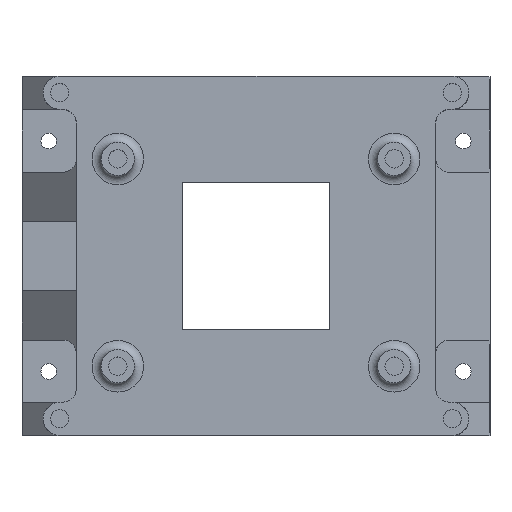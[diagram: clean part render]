
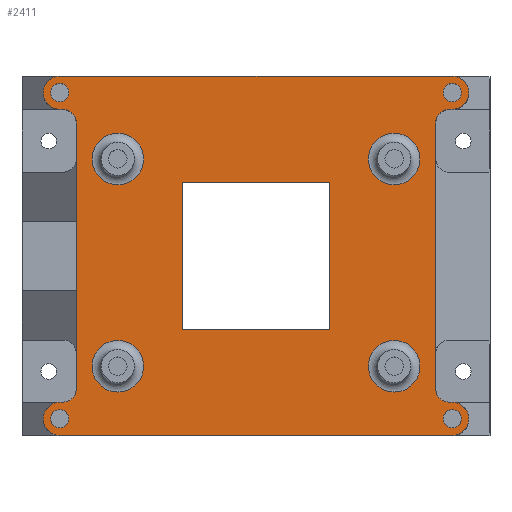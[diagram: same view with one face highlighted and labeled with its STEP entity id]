
A CAD part, top view. The second image highlights one B-rep face of the part: STEP entity #2411.
In plain terms, the highlighted planar face has unit normal (0, 0, 1).
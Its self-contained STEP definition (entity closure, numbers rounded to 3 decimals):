
#38=FACE_BOUND('',#373,.T.);
#39=FACE_BOUND('',#374,.T.);
#40=FACE_BOUND('',#375,.T.);
#41=FACE_BOUND('',#376,.T.);
#42=FACE_BOUND('',#377,.T.);
#43=FACE_BOUND('',#378,.T.);
#44=FACE_BOUND('',#379,.T.);
#45=FACE_BOUND('',#380,.T.);
#46=FACE_BOUND('',#381,.T.);
#122=PLANE('',#2597);
#227=FACE_OUTER_BOUND('',#372,.T.);
#372=EDGE_LOOP('',(#2082,#2083,#2084,#2085,#2086,#2087,#2088,#2089,#2090,
#2091,#2092,#2093,#2094,#2095,#2096,#2097));
#373=EDGE_LOOP('',(#2098));
#374=EDGE_LOOP('',(#2099));
#375=EDGE_LOOP('',(#2100));
#376=EDGE_LOOP('',(#2101,#2102,#2103,#2104));
#377=EDGE_LOOP('',(#2105));
#378=EDGE_LOOP('',(#2106));
#379=EDGE_LOOP('',(#2107));
#380=EDGE_LOOP('',(#2108));
#381=EDGE_LOOP('',(#2109));
#642=LINE('',#3865,#897);
#643=LINE('',#3869,#898);
#644=LINE('',#3873,#899);
#645=LINE('',#3877,#900);
#646=LINE('',#3881,#901);
#647=LINE('',#3885,#902);
#648=LINE('',#3889,#903);
#649=LINE('',#3892,#904);
#650=LINE('',#3901,#905);
#651=LINE('',#3903,#906);
#652=LINE('',#3905,#907);
#653=LINE('',#3906,#908);
#897=VECTOR('',#3146,10.);
#898=VECTOR('',#3149,10.);
#899=VECTOR('',#3152,10.);
#900=VECTOR('',#3155,10.);
#901=VECTOR('',#3158,10.);
#902=VECTOR('',#3161,10.);
#903=VECTOR('',#3164,10.);
#904=VECTOR('',#3167,10.);
#905=VECTOR('',#3174,10.);
#906=VECTOR('',#3175,10.);
#907=VECTOR('',#3176,10.);
#908=VECTOR('',#3177,10.);
#987=CIRCLE('',#2596,5.6);
#988=CIRCLE('',#2598,3.6);
#989=CIRCLE('',#2599,3.);
#990=CIRCLE('',#2600,3.);
#991=CIRCLE('',#2601,3.6);
#992=CIRCLE('',#2602,3.6);
#993=CIRCLE('',#2603,3.);
#994=CIRCLE('',#2604,3.);
#995=CIRCLE('',#2605,3.6);
#996=CIRCLE('',#2606,5.6);
#997=CIRCLE('',#2607,5.6);
#998=CIRCLE('',#2608,2.);
#999=CIRCLE('',#2609,2.);
#1000=CIRCLE('',#2610,2.);
#1001=CIRCLE('',#2611,2.);
#1002=CIRCLE('',#2612,5.6);
#1190=VERTEX_POINT('',#3857);
#1191=VERTEX_POINT('',#3861);
#1192=VERTEX_POINT('',#3862);
#1193=VERTEX_POINT('',#3864);
#1194=VERTEX_POINT('',#3866);
#1195=VERTEX_POINT('',#3868);
#1196=VERTEX_POINT('',#3870);
#1197=VERTEX_POINT('',#3872);
#1198=VERTEX_POINT('',#3874);
#1199=VERTEX_POINT('',#3876);
#1200=VERTEX_POINT('',#3878);
#1201=VERTEX_POINT('',#3880);
#1202=VERTEX_POINT('',#3882);
#1203=VERTEX_POINT('',#3884);
#1204=VERTEX_POINT('',#3886);
#1205=VERTEX_POINT('',#3888);
#1206=VERTEX_POINT('',#3890);
#1207=VERTEX_POINT('',#3893);
#1208=VERTEX_POINT('',#3895);
#1209=VERTEX_POINT('',#3897);
#1210=VERTEX_POINT('',#3899);
#1211=VERTEX_POINT('',#3900);
#1212=VERTEX_POINT('',#3902);
#1213=VERTEX_POINT('',#3904);
#1214=VERTEX_POINT('',#3907);
#1215=VERTEX_POINT('',#3909);
#1216=VERTEX_POINT('',#3911);
#1217=VERTEX_POINT('',#3913);
#1498=EDGE_CURVE('',#1190,#1190,#987,.T.);
#1499=EDGE_CURVE('',#1191,#1192,#988,.T.);
#1500=EDGE_CURVE('',#1191,#1193,#642,.T.);
#1501=EDGE_CURVE('',#1194,#1193,#989,.T.);
#1502=EDGE_CURVE('',#1194,#1195,#643,.T.);
#1503=EDGE_CURVE('',#1196,#1195,#990,.T.);
#1504=EDGE_CURVE('',#1196,#1197,#644,.T.);
#1505=EDGE_CURVE('',#1198,#1197,#991,.T.);
#1506=EDGE_CURVE('',#1198,#1199,#645,.T.);
#1507=EDGE_CURVE('',#1200,#1199,#992,.T.);
#1508=EDGE_CURVE('',#1200,#1201,#646,.T.);
#1509=EDGE_CURVE('',#1202,#1201,#993,.T.);
#1510=EDGE_CURVE('',#1202,#1203,#647,.T.);
#1511=EDGE_CURVE('',#1204,#1203,#994,.T.);
#1512=EDGE_CURVE('',#1204,#1205,#648,.T.);
#1513=EDGE_CURVE('',#1206,#1205,#995,.T.);
#1514=EDGE_CURVE('',#1206,#1192,#649,.T.);
#1515=EDGE_CURVE('',#1207,#1207,#996,.T.);
#1516=EDGE_CURVE('',#1208,#1208,#997,.T.);
#1517=EDGE_CURVE('',#1209,#1209,#998,.T.);
#1518=EDGE_CURVE('',#1210,#1211,#650,.T.);
#1519=EDGE_CURVE('',#1211,#1212,#651,.T.);
#1520=EDGE_CURVE('',#1212,#1213,#652,.T.);
#1521=EDGE_CURVE('',#1213,#1210,#653,.T.);
#1522=EDGE_CURVE('',#1214,#1214,#999,.T.);
#1523=EDGE_CURVE('',#1215,#1215,#1000,.T.);
#1524=EDGE_CURVE('',#1216,#1216,#1001,.T.);
#1525=EDGE_CURVE('',#1217,#1217,#1002,.T.);
#2082=ORIENTED_EDGE('',*,*,#1499,.F.);
#2083=ORIENTED_EDGE('',*,*,#1500,.T.);
#2084=ORIENTED_EDGE('',*,*,#1501,.F.);
#2085=ORIENTED_EDGE('',*,*,#1502,.T.);
#2086=ORIENTED_EDGE('',*,*,#1503,.F.);
#2087=ORIENTED_EDGE('',*,*,#1504,.T.);
#2088=ORIENTED_EDGE('',*,*,#1505,.F.);
#2089=ORIENTED_EDGE('',*,*,#1506,.T.);
#2090=ORIENTED_EDGE('',*,*,#1507,.F.);
#2091=ORIENTED_EDGE('',*,*,#1508,.T.);
#2092=ORIENTED_EDGE('',*,*,#1509,.F.);
#2093=ORIENTED_EDGE('',*,*,#1510,.T.);
#2094=ORIENTED_EDGE('',*,*,#1511,.F.);
#2095=ORIENTED_EDGE('',*,*,#1512,.T.);
#2096=ORIENTED_EDGE('',*,*,#1513,.F.);
#2097=ORIENTED_EDGE('',*,*,#1514,.T.);
#2098=ORIENTED_EDGE('',*,*,#1515,.F.);
#2099=ORIENTED_EDGE('',*,*,#1516,.F.);
#2100=ORIENTED_EDGE('',*,*,#1517,.T.);
#2101=ORIENTED_EDGE('',*,*,#1518,.T.);
#2102=ORIENTED_EDGE('',*,*,#1519,.T.);
#2103=ORIENTED_EDGE('',*,*,#1520,.T.);
#2104=ORIENTED_EDGE('',*,*,#1521,.T.);
#2105=ORIENTED_EDGE('',*,*,#1522,.T.);
#2106=ORIENTED_EDGE('',*,*,#1523,.T.);
#2107=ORIENTED_EDGE('',*,*,#1524,.T.);
#2108=ORIENTED_EDGE('',*,*,#1525,.F.);
#2109=ORIENTED_EDGE('',*,*,#1498,.F.);
#2411=ADVANCED_FACE('',(#227,#38,#39,#40,#41,#42,#43,#44,#45,#46),#122,
 .T.);
#2596=AXIS2_PLACEMENT_3D('',#3859,#3140,#3141);
#2597=AXIS2_PLACEMENT_3D('',#3860,#3142,#3143);
#2598=AXIS2_PLACEMENT_3D('',#3863,#3144,#3145);
#2599=AXIS2_PLACEMENT_3D('',#3867,#3147,#3148);
#2600=AXIS2_PLACEMENT_3D('',#3871,#3150,#3151);
#2601=AXIS2_PLACEMENT_3D('',#3875,#3153,#3154);
#2602=AXIS2_PLACEMENT_3D('',#3879,#3156,#3157);
#2603=AXIS2_PLACEMENT_3D('',#3883,#3159,#3160);
#2604=AXIS2_PLACEMENT_3D('',#3887,#3162,#3163);
#2605=AXIS2_PLACEMENT_3D('',#3891,#3165,#3166);
#2606=AXIS2_PLACEMENT_3D('',#3894,#3168,#3169);
#2607=AXIS2_PLACEMENT_3D('',#3896,#3170,#3171);
#2608=AXIS2_PLACEMENT_3D('',#3898,#3172,#3173);
#2609=AXIS2_PLACEMENT_3D('',#3908,#3178,#3179);
#2610=AXIS2_PLACEMENT_3D('',#3910,#3180,#3181);
#2611=AXIS2_PLACEMENT_3D('',#3912,#3182,#3183);
#2612=AXIS2_PLACEMENT_3D('',#3914,#3184,#3185);
#3140=DIRECTION('center_axis',(0.,0.,1.));
#3141=DIRECTION('ref_axis',(-1.,0.,0.));
#3142=DIRECTION('center_axis',(0.,0.,1.));
#3143=DIRECTION('ref_axis',(-1.,0.,0.));
#3144=DIRECTION('center_axis',(0.,0.,-1.));
#3145=DIRECTION('ref_axis',(0.707,-0.707,0.));
#3146=DIRECTION('',(-1.,0.,0.));
#3147=DIRECTION('center_axis',(0.,0.,1.));
#3148=DIRECTION('ref_axis',(-0.707,-0.707,0.));
#3149=DIRECTION('',(0.,1.,0.));
#3150=DIRECTION('center_axis',(0.,0.,1.));
#3151=DIRECTION('ref_axis',(-0.707,0.707,0.));
#3152=DIRECTION('',(1.,0.,0.));
#3153=DIRECTION('center_axis',(0.,0.,-1.));
#3154=DIRECTION('ref_axis',(0.707,-0.707,0.));
#3155=DIRECTION('',(-1.,0.,0.));
#3156=DIRECTION('center_axis',(0.,0.,-1.));
#3157=DIRECTION('ref_axis',(-0.707,0.707,0.));
#3158=DIRECTION('',(1.,0.,0.));
#3159=DIRECTION('center_axis',(0.,0.,1.));
#3160=DIRECTION('ref_axis',(0.707,0.707,0.));
#3161=DIRECTION('',(0.,-1.,0.));
#3162=DIRECTION('center_axis',(0.,0.,1.));
#3163=DIRECTION('ref_axis',(0.707,-0.707,0.));
#3164=DIRECTION('',(-1.,0.,0.));
#3165=DIRECTION('center_axis',(0.,0.,-1.));
#3166=DIRECTION('ref_axis',(-0.707,-0.707,0.));
#3167=DIRECTION('',(1.,0.,0.));
#3168=DIRECTION('center_axis',(0.,0.,1.));
#3169=DIRECTION('ref_axis',(-1.,0.,0.));
#3170=DIRECTION('center_axis',(0.,0.,1.));
#3171=DIRECTION('ref_axis',(-1.,0.,0.));
#3172=DIRECTION('center_axis',(0.,0.,-1.));
#3173=DIRECTION('ref_axis',(-1.,0.,0.));
#3174=DIRECTION('',(0.,-1.,0.));
#3175=DIRECTION('',(-1.,0.,0.));
#3176=DIRECTION('',(0.,1.,0.));
#3177=DIRECTION('',(1.,0.,0.));
#3178=DIRECTION('center_axis',(0.,0.,-1.));
#3179=DIRECTION('ref_axis',(-1.,0.,0.));
#3180=DIRECTION('center_axis',(0.,0.,-1.));
#3181=DIRECTION('ref_axis',(-1.,0.,0.));
#3182=DIRECTION('center_axis',(0.,0.,-1.));
#3183=DIRECTION('ref_axis',(-1.,0.,0.));
#3184=DIRECTION('center_axis',(0.,0.,1.));
#3185=DIRECTION('ref_axis',(-1.,0.,0.));
#3857=CARTESIAN_POINT('',(35.6,-24.,72.5));
#3859=CARTESIAN_POINT('Origin',(30.,-24.,72.5));
#3860=CARTESIAN_POINT('Origin',(0.,0.,72.5));
#3861=CARTESIAN_POINT('',(42.6,-31.8,72.5));
#3862=CARTESIAN_POINT('',(42.6,-39.,72.5));
#3863=CARTESIAN_POINT('Origin',(42.6,-35.4,72.5));
#3864=CARTESIAN_POINT('',(42.,-31.8,72.5));
#3865=CARTESIAN_POINT('',(46.2,-31.8,72.5));
#3866=CARTESIAN_POINT('',(39.,-28.8,72.5));
#3867=CARTESIAN_POINT('Origin',(42.,-28.8,72.5));
#3868=CARTESIAN_POINT('',(39.,28.8,72.5));
#3869=CARTESIAN_POINT('',(39.,39.,72.5));
#3870=CARTESIAN_POINT('',(42.,31.8,72.5));
#3871=CARTESIAN_POINT('Origin',(42.,28.8,72.5));
#3872=CARTESIAN_POINT('',(42.6,31.8,72.5));
#3873=CARTESIAN_POINT('',(46.2,31.8,72.5));
#3874=CARTESIAN_POINT('',(42.6,39.,72.5));
#3875=CARTESIAN_POINT('Origin',(42.6,35.4,72.5));
#3876=CARTESIAN_POINT('',(-42.6,39.,72.5));
#3877=CARTESIAN_POINT('',(46.2,39.,72.5));
#3878=CARTESIAN_POINT('',(-42.6,31.8,72.5));
#3879=CARTESIAN_POINT('Origin',(-42.6,35.4,72.5));
#3880=CARTESIAN_POINT('',(-42.,31.8,72.5));
#3881=CARTESIAN_POINT('',(-46.2,31.8,72.5));
#3882=CARTESIAN_POINT('',(-39.,28.8,72.5));
#3883=CARTESIAN_POINT('Origin',(-42.,28.8,72.5));
#3884=CARTESIAN_POINT('',(-39.,-28.8,72.5));
#3885=CARTESIAN_POINT('',(-39.,-39.,72.5));
#3886=CARTESIAN_POINT('',(-42.,-31.8,72.5));
#3887=CARTESIAN_POINT('Origin',(-42.,-28.8,72.5));
#3888=CARTESIAN_POINT('',(-42.6,-31.8,72.5));
#3889=CARTESIAN_POINT('',(-46.2,-31.8,72.5));
#3890=CARTESIAN_POINT('',(-42.6,-39.,72.5));
#3891=CARTESIAN_POINT('Origin',(-42.6,-35.4,72.5));
#3892=CARTESIAN_POINT('',(-46.2,-39.,72.5));
#3893=CARTESIAN_POINT('',(35.6,21.,72.5));
#3894=CARTESIAN_POINT('Origin',(30.,21.,72.5));
#3895=CARTESIAN_POINT('',(-24.4,-24.,72.5));
#3896=CARTESIAN_POINT('Origin',(-30.,-24.,72.5));
#3897=CARTESIAN_POINT('',(44.6,35.4,72.5));
#3898=CARTESIAN_POINT('Origin',(42.6,35.4,72.5));
#3899=CARTESIAN_POINT('',(16.,16.,72.5));
#3900=CARTESIAN_POINT('',(16.,-16.,72.5));
#3901=CARTESIAN_POINT('',(16.,16.,72.5));
#3902=CARTESIAN_POINT('',(-16.,-16.,72.5));
#3903=CARTESIAN_POINT('',(16.,-16.,72.5));
#3904=CARTESIAN_POINT('',(-16.,16.,72.5));
#3905=CARTESIAN_POINT('',(-16.,-16.,72.5));
#3906=CARTESIAN_POINT('',(-16.,16.,72.5));
#3907=CARTESIAN_POINT('',(-40.6,-35.4,72.5));
#3908=CARTESIAN_POINT('Origin',(-42.6,-35.4,72.5));
#3909=CARTESIAN_POINT('',(-40.6,35.4,72.5));
#3910=CARTESIAN_POINT('Origin',(-42.6,35.4,72.5));
#3911=CARTESIAN_POINT('',(44.6,-35.4,72.5));
#3912=CARTESIAN_POINT('Origin',(42.6,-35.4,72.5));
#3913=CARTESIAN_POINT('',(-24.4,21.,72.5));
#3914=CARTESIAN_POINT('Origin',(-30.,21.,72.5));
